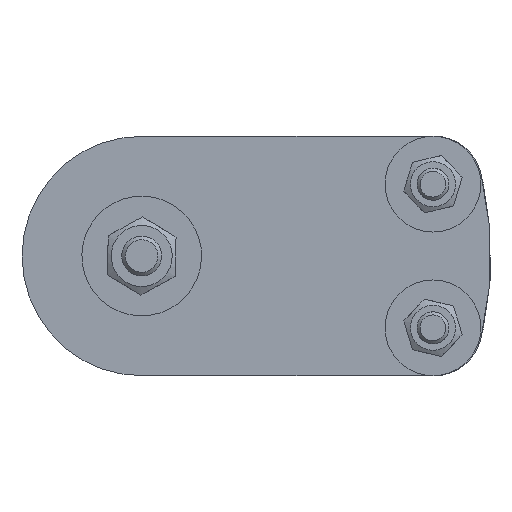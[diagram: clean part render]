
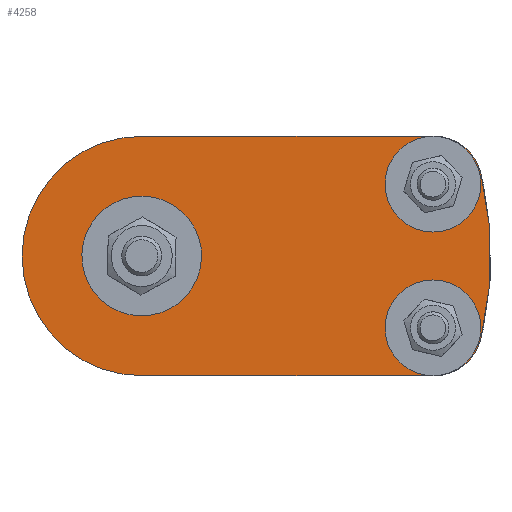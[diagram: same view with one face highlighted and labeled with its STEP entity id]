
A CAD part, front view. The second image highlights one B-rep face of the part: STEP entity #4258.
In plain terms, the highlighted planar face has unit normal (0, -1, 0).
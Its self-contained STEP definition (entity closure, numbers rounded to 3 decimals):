
#358=LINE('',#8878,#499);
#366=LINE('',#8944,#507);
#499=VECTOR('',#6107,10.);
#507=VECTOR('',#6153,10.);
#626=FACE_BOUND('',#1169,.T.);
#627=FACE_BOUND('',#1170,.T.);
#628=FACE_BOUND('',#1171,.T.);
#874=FACE_OUTER_BOUND('',#1168,.T.);
#1168=EDGE_LOOP('',(#3907,#3908,#3909,#3910,#3911,#3912));
#1169=EDGE_LOOP('',(#3913,#3914));
#1170=EDGE_LOOP('',(#3915));
#1171=EDGE_LOOP('',(#3916));
#1524=CIRCLE('',#4826,7.55);
#1525=CIRCLE('',#4827,7.55);
#1538=CIRCLE('',#4853,4.1);
#1539=CIRCLE('',#4855,4.1);
#1540=CIRCLE('',#4857,30.);
#1541=CIRCLE('',#4859,12.);
#1542=CIRCLE('',#4861,87.5);
#1543=CIRCLE('',#4863,12.);
#1963=VERTEX_POINT('',#8851);
#1964=VERTEX_POINT('',#8853);
#1971=VERTEX_POINT('',#8875);
#1972=VERTEX_POINT('',#8877);
#1984=VERTEX_POINT('',#8941);
#1985=VERTEX_POINT('',#8943);
#1987=VERTEX_POINT('',#8951);
#1988=VERTEX_POINT('',#8955);
#1989=VERTEX_POINT('',#8961);
#1990=VERTEX_POINT('',#8965);
#2587=EDGE_CURVE('',#1964,#1963,#1524,.T.);
#2588=EDGE_CURVE('',#1963,#1964,#1525,.T.);
#2597=EDGE_CURVE('',#1971,#1972,#358,.T.);
#2619=EDGE_CURVE('',#1984,#1985,#366,.T.);
#2623=EDGE_CURVE('',#1987,#1987,#1538,.T.);
#2625=EDGE_CURVE('',#1988,#1988,#1539,.T.);
#2627=EDGE_CURVE('',#1985,#1971,#1540,.T.);
#2628=EDGE_CURVE('',#1989,#1984,#1541,.T.);
#2630=EDGE_CURVE('',#1990,#1989,#1542,.T.);
#2632=EDGE_CURVE('',#1972,#1990,#1543,.T.);
#3907=ORIENTED_EDGE('',*,*,#2597,.F.);
#3908=ORIENTED_EDGE('',*,*,#2627,.F.);
#3909=ORIENTED_EDGE('',*,*,#2619,.F.);
#3910=ORIENTED_EDGE('',*,*,#2628,.F.);
#3911=ORIENTED_EDGE('',*,*,#2630,.F.);
#3912=ORIENTED_EDGE('',*,*,#2632,.F.);
#3913=ORIENTED_EDGE('',*,*,#2587,.T.);
#3914=ORIENTED_EDGE('',*,*,#2588,.T.);
#3915=ORIENTED_EDGE('',*,*,#2623,.T.);
#3916=ORIENTED_EDGE('',*,*,#2625,.T.);
#4012=PLANE('',#4864);
#4258=ADVANCED_FACE('',(#874,#626,#627,#628),#4012,.F.);
#4826=AXIS2_PLACEMENT_3D('',#8854,#6092,#6093);
#4827=AXIS2_PLACEMENT_3D('',#8855,#6094,#6095);
#4853=AXIS2_PLACEMENT_3D('',#8952,#6162,#6163);
#4855=AXIS2_PLACEMENT_3D('',#8956,#6167,#6168);
#4857=AXIS2_PLACEMENT_3D('',#8959,#6172,#6173);
#4859=AXIS2_PLACEMENT_3D('',#8962,#6176,#6177);
#4861=AXIS2_PLACEMENT_3D('',#8966,#6181,#6182);
#4863=AXIS2_PLACEMENT_3D('',#8969,#6186,#6187);
#4864=AXIS2_PLACEMENT_3D('',#8970,#6188,#6189);
#6092=DIRECTION('center_axis',(0.,1.,0.));
#6093=DIRECTION('ref_axis',(0.,0.,1.));
#6094=DIRECTION('center_axis',(0.,1.,0.));
#6095=DIRECTION('ref_axis',(0.,0.,1.));
#6107=DIRECTION('',(1.,0.,0.));
#6153=DIRECTION('',(-1.,0.,0.));
#6162=DIRECTION('center_axis',(0.,1.,0.));
#6163=DIRECTION('ref_axis',(1.,0.,0.));
#6167=DIRECTION('center_axis',(0.,1.,0.));
#6168=DIRECTION('ref_axis',(1.,0.,0.));
#6172=DIRECTION('center_axis',(0.,1.,0.));
#6173=DIRECTION('ref_axis',(0.,0.,-1.));
#6176=DIRECTION('center_axis',(0.,1.,0.));
#6177=DIRECTION('ref_axis',(0.971,0.,-0.238));
#6181=DIRECTION('center_axis',(0.,1.,0.));
#6182=DIRECTION('ref_axis',(0.971,0.,0.238));
#6186=DIRECTION('center_axis',(0.,1.,0.));
#6187=DIRECTION('ref_axis',(0.,0.,1.));
#6188=DIRECTION('center_axis',(0.,1.,0.));
#6189=DIRECTION('ref_axis',(-1.,0.,0.));
#8851=CARTESIAN_POINT('',(0.,0.,-7.55));
#8853=CARTESIAN_POINT('',(0.,0.,7.55));
#8854=CARTESIAN_POINT('Origin',(0.,0.,0.));
#8855=CARTESIAN_POINT('Origin',(0.,0.,0.));
#8875=CARTESIAN_POINT('',(0.,0.,30.));
#8877=CARTESIAN_POINT('',(73.323,0.,30.));
#8878=CARTESIAN_POINT('',(0.,0.,30.));
#8941=CARTESIAN_POINT('',(73.323,0.,-30.));
#8943=CARTESIAN_POINT('',(0.,0.,-30.));
#8944=CARTESIAN_POINT('',(73.323,0.,-30.));
#8951=CARTESIAN_POINT('',(68.9,0.,18.));
#8952=CARTESIAN_POINT('Origin',(73.,0.,18.));
#8955=CARTESIAN_POINT('',(68.9,0.,-18.));
#8956=CARTESIAN_POINT('Origin',(73.,0.,-18.));
#8959=CARTESIAN_POINT('Origin',(0.,0.,0.));
#8961=CARTESIAN_POINT('',(84.977,0.,-20.861));
#8962=CARTESIAN_POINT('Origin',(73.323,0.,-18.));
#8965=CARTESIAN_POINT('',(84.977,0.,20.861));
#8966=CARTESIAN_POINT('Origin',(0.,0.,0.));
#8969=CARTESIAN_POINT('Origin',(73.323,0.,18.));
#8970=CARTESIAN_POINT('Origin',(31.826,0.,0.));
